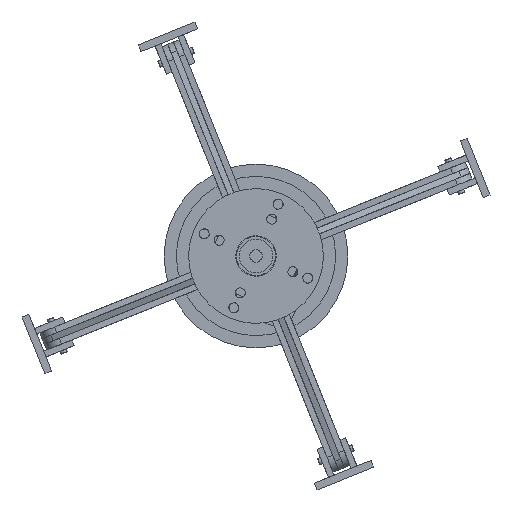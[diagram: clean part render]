
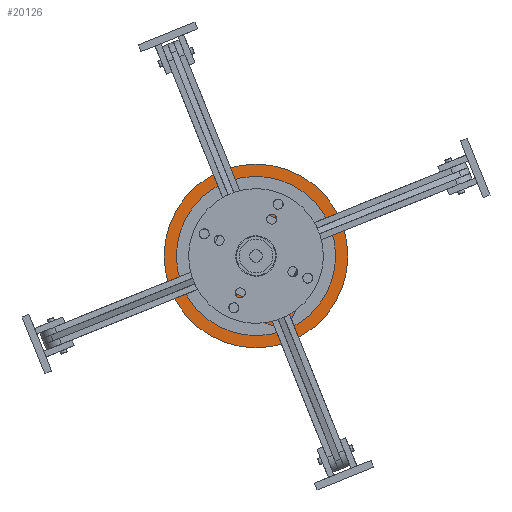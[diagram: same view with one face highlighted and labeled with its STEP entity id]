
A CAD part, front view. The second image highlights one B-rep face of the part: STEP entity #20126.
In plain terms, the highlighted planar face has unit normal (0, -1, 0).
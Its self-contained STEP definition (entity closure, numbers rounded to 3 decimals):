
#4488=FACE_BOUND('',#6032,.T.);
#4489=FACE_BOUND('',#6033,.T.);
#4490=FACE_BOUND('',#6034,.T.);
#4491=FACE_BOUND('',#6035,.T.);
#4492=FACE_BOUND('',#6036,.T.);
#4493=FACE_BOUND('',#6037,.T.);
#4494=FACE_BOUND('',#6038,.T.);
#4495=FACE_BOUND('',#6039,.T.);
#4496=FACE_BOUND('',#6040,.T.);
#4497=FACE_BOUND('',#6041,.T.);
#4498=FACE_BOUND('',#6042,.T.);
#4499=FACE_BOUND('',#6043,.T.);
#4500=FACE_BOUND('',#6044,.T.);
#4938=FACE_OUTER_BOUND('',#6031,.T.);
#6031=EDGE_LOOP('',(#13841,#13842));
#6032=EDGE_LOOP('',(#13843,#13844));
#6033=EDGE_LOOP('',(#13845,#13846));
#6034=EDGE_LOOP('',(#13847,#13848));
#6035=EDGE_LOOP('',(#13849));
#6036=EDGE_LOOP('',(#13850));
#6037=EDGE_LOOP('',(#13851));
#6038=EDGE_LOOP('',(#13852));
#6039=EDGE_LOOP('',(#13853));
#6040=EDGE_LOOP('',(#13854));
#6041=EDGE_LOOP('',(#13855));
#6042=EDGE_LOOP('',(#13856));
#6043=EDGE_LOOP('',(#13857));
#6044=EDGE_LOOP('',(#13858));
#7533=CIRCLE('',#22093,4.);
#7534=CIRCLE('',#22094,4.);
#7535=CIRCLE('',#22096,4.);
#7536=CIRCLE('',#22097,4.);
#7537=CIRCLE('',#22099,4.);
#7538=CIRCLE('',#22100,4.);
#7540=CIRCLE('',#22103,10.);
#7542=CIRCLE('',#22106,3.);
#7544=CIRCLE('',#22109,10.);
#7546=CIRCLE('',#22112,3.);
#7548=CIRCLE('',#22115,3.);
#7550=CIRCLE('',#22118,10.);
#7552=CIRCLE('',#22121,10.);
#7554=CIRCLE('',#22124,10.);
#7556=CIRCLE('',#22127,10.);
#7558=CIRCLE('',#22130,3.);
#7561=CIRCLE('',#22134,75.);
#7562=CIRCLE('',#22135,75.);
#8769=VERTEX_POINT('',#30842);
#8770=VERTEX_POINT('',#30844);
#8771=VERTEX_POINT('',#30848);
#8772=VERTEX_POINT('',#30850);
#8773=VERTEX_POINT('',#30854);
#8774=VERTEX_POINT('',#30856);
#8776=VERTEX_POINT('',#30862);
#8778=VERTEX_POINT('',#30868);
#8780=VERTEX_POINT('',#30874);
#8782=VERTEX_POINT('',#30880);
#8784=VERTEX_POINT('',#30886);
#8786=VERTEX_POINT('',#30892);
#8788=VERTEX_POINT('',#30898);
#8790=VERTEX_POINT('',#30904);
#8792=VERTEX_POINT('',#30910);
#8794=VERTEX_POINT('',#30916);
#8797=VERTEX_POINT('',#30924);
#8798=VERTEX_POINT('',#30926);
#10838=EDGE_CURVE('',#8770,#8769,#7533,.T.);
#10839=EDGE_CURVE('',#8769,#8770,#7534,.T.);
#10841=EDGE_CURVE('',#8772,#8771,#7535,.T.);
#10842=EDGE_CURVE('',#8771,#8772,#7536,.T.);
#10844=EDGE_CURVE('',#8774,#8773,#7537,.T.);
#10845=EDGE_CURVE('',#8773,#8774,#7538,.T.);
#10848=EDGE_CURVE('',#8776,#8776,#7540,.T.);
#10851=EDGE_CURVE('',#8778,#8778,#7542,.T.);
#10854=EDGE_CURVE('',#8780,#8780,#7544,.T.);
#10857=EDGE_CURVE('',#8782,#8782,#7546,.T.);
#10860=EDGE_CURVE('',#8784,#8784,#7548,.T.);
#10863=EDGE_CURVE('',#8786,#8786,#7550,.T.);
#10866=EDGE_CURVE('',#8788,#8788,#7552,.T.);
#10869=EDGE_CURVE('',#8790,#8790,#7554,.T.);
#10872=EDGE_CURVE('',#8792,#8792,#7556,.T.);
#10875=EDGE_CURVE('',#8794,#8794,#7558,.T.);
#10879=EDGE_CURVE('',#8797,#8798,#7561,.T.);
#10880=EDGE_CURVE('',#8798,#8797,#7562,.T.);
#13841=ORIENTED_EDGE('',*,*,#10880,.F.);
#13842=ORIENTED_EDGE('',*,*,#10879,.F.);
#13843=ORIENTED_EDGE('',*,*,#10838,.T.);
#13844=ORIENTED_EDGE('',*,*,#10839,.T.);
#13845=ORIENTED_EDGE('',*,*,#10841,.T.);
#13846=ORIENTED_EDGE('',*,*,#10842,.T.);
#13847=ORIENTED_EDGE('',*,*,#10844,.T.);
#13848=ORIENTED_EDGE('',*,*,#10845,.T.);
#13849=ORIENTED_EDGE('',*,*,#10875,.F.);
#13850=ORIENTED_EDGE('',*,*,#10872,.F.);
#13851=ORIENTED_EDGE('',*,*,#10869,.F.);
#13852=ORIENTED_EDGE('',*,*,#10866,.F.);
#13853=ORIENTED_EDGE('',*,*,#10863,.F.);
#13854=ORIENTED_EDGE('',*,*,#10860,.F.);
#13855=ORIENTED_EDGE('',*,*,#10857,.F.);
#13856=ORIENTED_EDGE('',*,*,#10854,.F.);
#13857=ORIENTED_EDGE('',*,*,#10851,.F.);
#13858=ORIENTED_EDGE('',*,*,#10848,.F.);
#19582=PLANE('',#22137);
#20126=ADVANCED_FACE('',(#4938,#4488,#4489,#4490,#4491,#4492,#4493,#4494,
#4495,#4496,#4497,#4498,#4499,#4500),#19582,.F.);
#22093=AXIS2_PLACEMENT_3D('',#30845,#24594,#24595);
#22094=AXIS2_PLACEMENT_3D('',#30846,#24596,#24597);
#22096=AXIS2_PLACEMENT_3D('',#30851,#24601,#24602);
#22097=AXIS2_PLACEMENT_3D('',#30852,#24603,#24604);
#22099=AXIS2_PLACEMENT_3D('',#30857,#24608,#24609);
#22100=AXIS2_PLACEMENT_3D('',#30858,#24610,#24611);
#22103=AXIS2_PLACEMENT_3D('',#30864,#24617,#24618);
#22106=AXIS2_PLACEMENT_3D('',#30870,#24624,#24625);
#22109=AXIS2_PLACEMENT_3D('',#30876,#24631,#24632);
#22112=AXIS2_PLACEMENT_3D('',#30882,#24638,#24639);
#22115=AXIS2_PLACEMENT_3D('',#30888,#24645,#24646);
#22118=AXIS2_PLACEMENT_3D('',#30894,#24652,#24653);
#22121=AXIS2_PLACEMENT_3D('',#30900,#24659,#24660);
#22124=AXIS2_PLACEMENT_3D('',#30906,#24666,#24667);
#22127=AXIS2_PLACEMENT_3D('',#30912,#24673,#24674);
#22130=AXIS2_PLACEMENT_3D('',#30918,#24680,#24681);
#22134=AXIS2_PLACEMENT_3D('',#30927,#24689,#24690);
#22135=AXIS2_PLACEMENT_3D('',#30928,#24691,#24692);
#22137=AXIS2_PLACEMENT_3D('',#30930,#24695,#24696);
#24594=DIRECTION('center_axis',(0.,1.,0.));
#24595=DIRECTION('ref_axis',(-0.5,0.,0.866));
#24596=DIRECTION('center_axis',(0.,1.,0.));
#24597=DIRECTION('ref_axis',(-0.5,0.,0.866));
#24601=DIRECTION('center_axis',(0.,1.,0.));
#24602=DIRECTION('ref_axis',(-0.5,0.,-0.866));
#24603=DIRECTION('center_axis',(0.,1.,0.));
#24604=DIRECTION('ref_axis',(-0.5,0.,-0.866));
#24608=DIRECTION('center_axis',(0.,1.,0.));
#24609=DIRECTION('ref_axis',(1.,0.,0.));
#24610=DIRECTION('center_axis',(0.,1.,0.));
#24611=DIRECTION('ref_axis',(1.,0.,0.));
#24617=DIRECTION('center_axis',(0.,-1.,0.));
#24618=DIRECTION('ref_axis',(1.,0.,0.));
#24624=DIRECTION('center_axis',(0.,-1.,0.));
#24625=DIRECTION('ref_axis',(1.,0.,0.));
#24631=DIRECTION('center_axis',(0.,-1.,0.));
#24632=DIRECTION('ref_axis',(1.,0.,0.));
#24638=DIRECTION('center_axis',(0.,-1.,0.));
#24639=DIRECTION('ref_axis',(1.,0.,0.));
#24645=DIRECTION('center_axis',(0.,-1.,0.));
#24646=DIRECTION('ref_axis',(1.,0.,0.));
#24652=DIRECTION('center_axis',(0.,-1.,0.));
#24653=DIRECTION('ref_axis',(1.,0.,0.));
#24659=DIRECTION('center_axis',(0.,-1.,0.));
#24660=DIRECTION('ref_axis',(1.,0.,0.));
#24666=DIRECTION('center_axis',(0.,-1.,0.));
#24667=DIRECTION('ref_axis',(1.,0.,0.));
#24673=DIRECTION('center_axis',(0.,-1.,0.));
#24674=DIRECTION('ref_axis',(1.,0.,0.));
#24680=DIRECTION('center_axis',(0.,-1.,0.));
#24681=DIRECTION('ref_axis',(1.,0.,0.));
#24689=DIRECTION('center_axis',(0.,1.,0.));
#24690=DIRECTION('ref_axis',(-1.,0.,0.));
#24691=DIRECTION('center_axis',(0.,1.,0.));
#24692=DIRECTION('ref_axis',(-1.,0.,0.));
#24695=DIRECTION('center_axis',(0.,1.,0.));
#24696=DIRECTION('ref_axis',(0.,0.,1.));
#30842=CARTESIAN_POINT('',(2.,0.,-18.464));
#30844=CARTESIAN_POINT('',(-2.,0.,-11.536));
#30845=CARTESIAN_POINT('Origin',(0.,0.,-15.));
#30846=CARTESIAN_POINT('Origin',(0.,0.,-15.));
#30848=CARTESIAN_POINT('',(14.99,0.,10.964));
#30850=CARTESIAN_POINT('',(10.99,0.,4.036));
#30851=CARTESIAN_POINT('Origin',(12.99,0.,7.5));
#30852=CARTESIAN_POINT('Origin',(12.99,0.,7.5));
#30854=CARTESIAN_POINT('',(-16.99,0.,7.5));
#30856=CARTESIAN_POINT('',(-8.99,0.,7.5));
#30857=CARTESIAN_POINT('Origin',(-12.99,0.,7.5));
#30858=CARTESIAN_POINT('Origin',(-12.99,0.,7.5));
#30862=CARTESIAN_POINT('',(-10.,0.,35.));
#30864=CARTESIAN_POINT('Origin',(0.,0.,35.));
#30868=CARTESIAN_POINT('',(-3.,0.,60.));
#30870=CARTESIAN_POINT('Origin',(0.,0.,60.));
#30874=CARTESIAN_POINT('',(20.311,0.,17.5));
#30876=CARTESIAN_POINT('Origin',(30.311,0.,17.5));
#30880=CARTESIAN_POINT('',(-3.,0.,0.));
#30882=CARTESIAN_POINT('Origin',(0.,0.,0.));
#30886=CARTESIAN_POINT('',(-54.962,0.,-30.));
#30888=CARTESIAN_POINT('Origin',(-51.962,0.,-30.));
#30892=CARTESIAN_POINT('',(-40.311,0.,-17.5));
#30894=CARTESIAN_POINT('Origin',(-30.311,0.,-17.5));
#30898=CARTESIAN_POINT('',(-10.,0.,-35.));
#30900=CARTESIAN_POINT('Origin',(0.,0.,-35.));
#30904=CARTESIAN_POINT('',(-40.311,0.,17.5));
#30906=CARTESIAN_POINT('Origin',(-30.311,0.,17.5));
#30910=CARTESIAN_POINT('',(20.311,0.,-17.5));
#30912=CARTESIAN_POINT('Origin',(30.311,0.,-17.5));
#30916=CARTESIAN_POINT('',(48.962,0.,-30.));
#30918=CARTESIAN_POINT('Origin',(51.962,0.,-30.));
#30924=CARTESIAN_POINT('',(75.,0.,0.));
#30926=CARTESIAN_POINT('',(-75.,0.,0.));
#30927=CARTESIAN_POINT('Origin',(0.,0.,0.));
#30928=CARTESIAN_POINT('Origin',(0.,0.,0.));
#30930=CARTESIAN_POINT('Origin',(0.,0.,0.));
